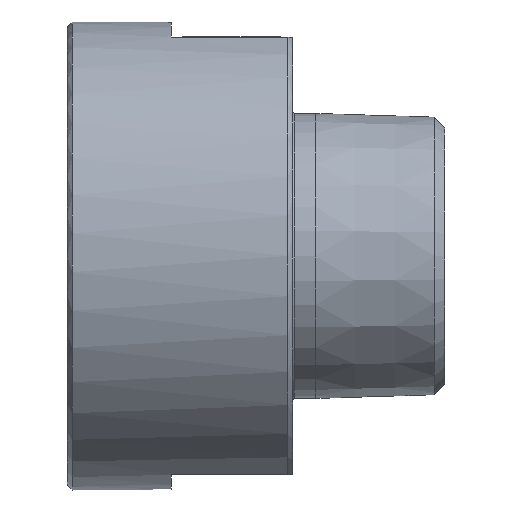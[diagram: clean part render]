
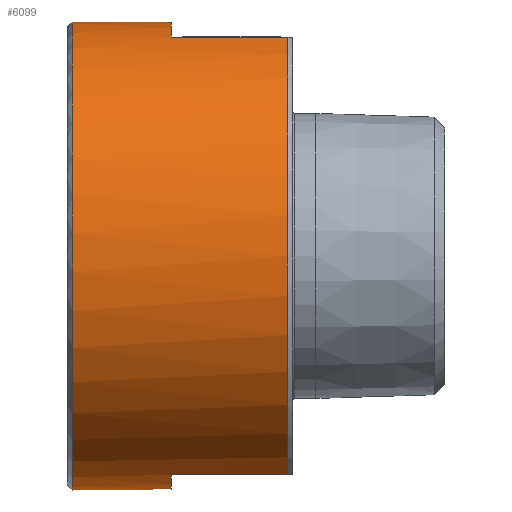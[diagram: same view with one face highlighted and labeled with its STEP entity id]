
A CAD part, front view. The second image highlights one B-rep face of the part: STEP entity #6099.
In plain terms, the highlighted cylindrical face has radius 34.75 mm (diameter 69.5 mm), a full revolution.
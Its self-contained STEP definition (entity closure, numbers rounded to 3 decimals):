
#204 = DIRECTION ( 'NONE',  ( -1., 0., 0. ) ) ;
#212 = VECTOR ( 'NONE', #14218, 1000. ) ;
#339 = EDGE_CURVE ( 'NONE', #668, #6648, #9692, .T. ) ;
#568 = VERTEX_POINT ( 'NONE', #12673 ) ;
#577 = ORIENTED_EDGE ( 'NONE', *, *, #14011, .T. ) ;
#642 = VECTOR ( 'NONE', #11176, 1000. ) ;
#668 = VERTEX_POINT ( 'NONE', #2704 ) ;
#736 = DIRECTION ( 'NONE',  ( -1., 0., 0. ) ) ;
#1152 = CARTESIAN_POINT ( 'NONE',  ( 15.45, -12.301, 32.5 ) ) ;
#1189 = VERTEX_POINT ( 'NONE', #13865 ) ;
#1248 = VERTEX_POINT ( 'NONE', #12671 ) ;
#1410 = ORIENTED_EDGE ( 'NONE', *, *, #5625, .T. ) ;
#1452 = CARTESIAN_POINT ( 'NONE',  ( 0., 12.301, 32.5 ) ) ;
#1475 = DIRECTION ( 'NONE',  ( -1., 0., 0. ) ) ;
#1799 = CIRCLE ( 'NONE', #13825, 34.75 ) ;
#1847 = CIRCLE ( 'NONE', #3316, 34.75 ) ;
#1884 = VERTEX_POINT ( 'NONE', #10633 ) ;
#2262 = ORIENTED_EDGE ( 'NONE', *, *, #11680, .T. ) ;
#2296 = AXIS2_PLACEMENT_3D ( 'NONE', #11410, #7950, #12711 ) ;
#2450 = LINE ( 'NONE', #9691, #2991 ) ;
#2704 = CARTESIAN_POINT ( 'NONE',  ( 32.75, -12.301, -32.5 ) ) ;
#2716 = CARTESIAN_POINT ( 'NONE',  ( 32.75, 0., 0. ) ) ;
#2991 = VECTOR ( 'NONE', #5932, 1000. ) ;
#3316 = AXIS2_PLACEMENT_3D ( 'NONE', #6583, #736, #9140 ) ;
#3579 = ORIENTED_EDGE ( 'NONE', *, *, #10379, .F. ) ;
#3653 = DIRECTION ( 'NONE',  ( 0., 0., -1. ) ) ;
#3831 = CARTESIAN_POINT ( 'NONE',  ( 0., -12.301, -32.5 ) ) ;
#4330 = EDGE_CURVE ( 'NONE', #1248, #568, #7641, .T. ) ;
#4412 = CARTESIAN_POINT ( 'NONE',  ( 0., 0., 0. ) ) ;
#4500 = EDGE_CURVE ( 'NONE', #10346, #10619, #5824, .T. ) ;
#4670 = CARTESIAN_POINT ( 'NONE',  ( 15.45, -12.301, -32.5 ) ) ;
#5625 = EDGE_CURVE ( 'NONE', #568, #6648, #1799, .T. ) ;
#5749 = EDGE_CURVE ( 'NONE', #668, #7883, #9192, .T. ) ;
#5824 = CIRCLE ( 'NONE', #11205, 34.75 ) ;
#5872 = CYLINDRICAL_SURFACE ( 'NONE', #11903, 34.75 ) ;
#5932 = DIRECTION ( 'NONE',  ( -1., 0., 0. ) ) ;
#6099 = ADVANCED_FACE ( 'NONE', ( #15145, #14007 ), #5872, .T. ) ;
#6239 = AXIS2_PLACEMENT_3D ( 'NONE', #2716, #204, #8514 ) ;
#6583 = CARTESIAN_POINT ( 'NONE',  ( 32.75, 0., 0. ) ) ;
#6648 = VERTEX_POINT ( 'NONE', #4670 ) ;
#6781 = DIRECTION ( 'NONE',  ( -1., 0., 0. ) ) ;
#7048 = CARTESIAN_POINT ( 'NONE',  ( 15.45, 0., 0. ) ) ;
#7368 = ORIENTED_EDGE ( 'NONE', *, *, #12596, .T. ) ;
#7641 = LINE ( 'NONE', #12344, #642 ) ;
#7883 = VERTEX_POINT ( 'NONE', #9125 ) ;
#7950 = DIRECTION ( 'NONE',  ( 1., 0., 0. ) ) ;
#8514 = DIRECTION ( 'NONE',  ( 0., 0., 1. ) ) ;
#8543 = DIRECTION ( 'NONE',  ( -1., 0., 0. ) ) ;
#8810 = EDGE_LOOP ( 'NONE', ( #3579, #2262, #11748, #1410, #13264, #11260, #7368, #10241 ) ) ;
#8947 = CIRCLE ( 'NONE', #2296, 34.75 ) ;
#9125 = CARTESIAN_POINT ( 'NONE',  ( 32.75, -12.301, 32.5 ) ) ;
#9140 = DIRECTION ( 'NONE',  ( 0., 0., 1. ) ) ;
#9192 = CIRCLE ( 'NONE', #6239, 34.75 ) ;
#9551 = LINE ( 'NONE', #1452, #212 ) ;
#9602 = CARTESIAN_POINT ( 'NONE',  ( 15.45, 12.301, 32.5 ) ) ;
#9691 = CARTESIAN_POINT ( 'NONE',  ( 0., -12.301, 32.5 ) ) ;
#9692 = LINE ( 'NONE', #3831, #10019 ) ;
#9791 = CARTESIAN_POINT ( 'NONE',  ( 15.45, 0., 0. ) ) ;
#10019 = VECTOR ( 'NONE', #8543, 1000. ) ;
#10241 = ORIENTED_EDGE ( 'NONE', *, *, #4500, .T. ) ;
#10346 = VERTEX_POINT ( 'NONE', #1152 ) ;
#10379 = EDGE_CURVE ( 'NONE', #1884, #10619, #9551, .T. ) ;
#10463 = DIRECTION ( 'NONE',  ( 0., 0., 1. ) ) ;
#10619 = VERTEX_POINT ( 'NONE', #9602 ) ;
#10633 = CARTESIAN_POINT ( 'NONE',  ( 32.75, 12.301, 32.5 ) ) ;
#11176 = DIRECTION ( 'NONE',  ( -1., 0., 0. ) ) ;
#11205 = AXIS2_PLACEMENT_3D ( 'NONE', #9791, #1475, #12033 ) ;
#11260 = ORIENTED_EDGE ( 'NONE', *, *, #5749, .T. ) ;
#11410 = CARTESIAN_POINT ( 'NONE',  ( 0.7, 0., 0. ) ) ;
#11680 = EDGE_CURVE ( 'NONE', #1884, #1248, #1847, .T. ) ;
#11748 = ORIENTED_EDGE ( 'NONE', *, *, #4330, .T. ) ;
#11903 = AXIS2_PLACEMENT_3D ( 'NONE', #4412, #6781, #10463 ) ;
#12033 = DIRECTION ( 'NONE',  ( 0., 0., -1. ) ) ;
#12344 = CARTESIAN_POINT ( 'NONE',  ( 0., 12.301, -32.5 ) ) ;
#12596 = EDGE_CURVE ( 'NONE', #7883, #10346, #2450, .T. ) ;
#12671 = CARTESIAN_POINT ( 'NONE',  ( 32.75, 12.301, -32.5 ) ) ;
#12673 = CARTESIAN_POINT ( 'NONE',  ( 15.45, 12.301, -32.5 ) ) ;
#12711 = DIRECTION ( 'NONE',  ( 0., 0., -1. ) ) ;
#12890 = EDGE_LOOP ( 'NONE', ( #577 ) ) ;
#13264 = ORIENTED_EDGE ( 'NONE', *, *, #339, .F. ) ;
#13825 = AXIS2_PLACEMENT_3D ( 'NONE', #7048, #15101, #3653 ) ;
#13865 = CARTESIAN_POINT ( 'NONE',  ( 0.7, 0., -34.75 ) ) ;
#14007 = FACE_OUTER_BOUND ( 'NONE', #8810, .T. ) ;
#14011 = EDGE_CURVE ( 'NONE', #1189, #1189, #8947, .T. ) ;
#14218 = DIRECTION ( 'NONE',  ( -1., 0., 0. ) ) ;
#15101 = DIRECTION ( 'NONE',  ( -1., 0., 0. ) ) ;
#15145 = FACE_OUTER_BOUND ( 'NONE', #12890, .T. ) ;
